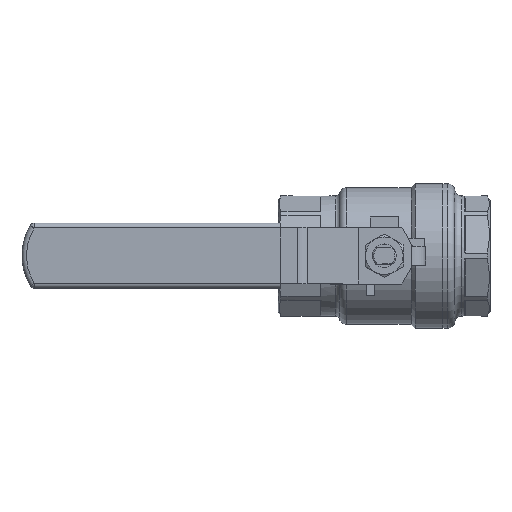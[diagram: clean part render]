
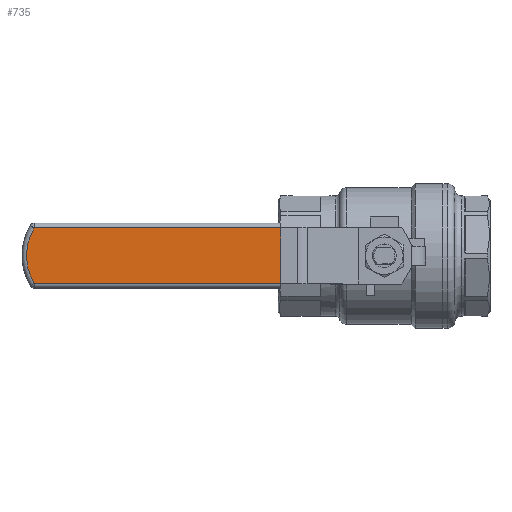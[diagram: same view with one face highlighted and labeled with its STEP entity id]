
A CAD part, top view. The second image highlights one B-rep face of the part: STEP entity #735.
In plain terms, the highlighted planar face has unit normal (0, 0, 1).
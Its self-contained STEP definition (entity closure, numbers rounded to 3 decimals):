
#735=ADVANCED_FACE('',(#1436),#1437,.T.);
#1436=FACE_OUTER_BOUND('',#2330,.T.);
#1437=PLANE('',#2331);
#2330=EDGE_LOOP('',(#3667,#3668,#3669,#3670));
#2331=AXIS2_PLACEMENT_3D('',#3671,#3672,#3673);
#3667=ORIENTED_EDGE('',*,*,#5012,.T.);
#3668=ORIENTED_EDGE('',*,*,#5026,.T.);
#3669=ORIENTED_EDGE('',*,*,#5027,.T.);
#3670=ORIENTED_EDGE('',*,*,#5028,.T.);
#3671=CARTESIAN_POINT('',(-85.0,0.,3.6));
#3672=DIRECTION('',(0.0,0.0,1.0));
#3673=DIRECTION('',(1.0,0.0,0.0));
#5012=EDGE_CURVE('',#5892,#5890,#5893,.T.);
#5026=EDGE_CURVE('',#5890,#5849,#5911,.T.);
#5027=EDGE_CURVE('',#5849,#5912,#5913,.T.);
#5028=EDGE_CURVE('',#5912,#5892,#5914,.T.);
#5849=VERTEX_POINT('',#7349);
#5890=VERTEX_POINT('',#7402);
#5892=VERTEX_POINT('',#7404);
#5893=LINE('',#7405,#7406);
#5911=LINE('',#7430,#7431);
#5912=VERTEX_POINT('',#7432);
#5913=CIRCLE('',#7433,23.0);
#5914=LINE('',#7434,#7435);
#7349=CARTESIAN_POINT('',(-104.742,11.8,3.6));
#7402=CARTESIAN_POINT('',(0.0,11.8,3.6));
#7404=CARTESIAN_POINT('',(0.0,-11.8,3.6));
#7405=CARTESIAN_POINT('',(0.0,-13.8,3.6));
#7406=VECTOR('',#8944,1.0);
#7430=CARTESIAN_POINT('',(-105.846,11.8,3.6));
#7431=VECTOR('',#8960,1.0);
#7432=CARTESIAN_POINT('',(-104.742,-11.8,3.6));
#7433=AXIS2_PLACEMENT_3D('',#8961,#8962,#8963);
#7434=CARTESIAN_POINT('',(0.0,-11.8,3.6));
#7435=VECTOR('',#8964,1.0);
#8944=DIRECTION('',(0.0,1.0,0.0));
#8960=DIRECTION('',(-1.0,0.,0.0));
#8961=CARTESIAN_POINT('',(-85.0,0.,3.6));
#8962=DIRECTION('',(0.0,0.0,1.0));
#8963=DIRECTION('',(1.0,0.0,0.0));
#8964=DIRECTION('',(1.0,0.,0.0));
